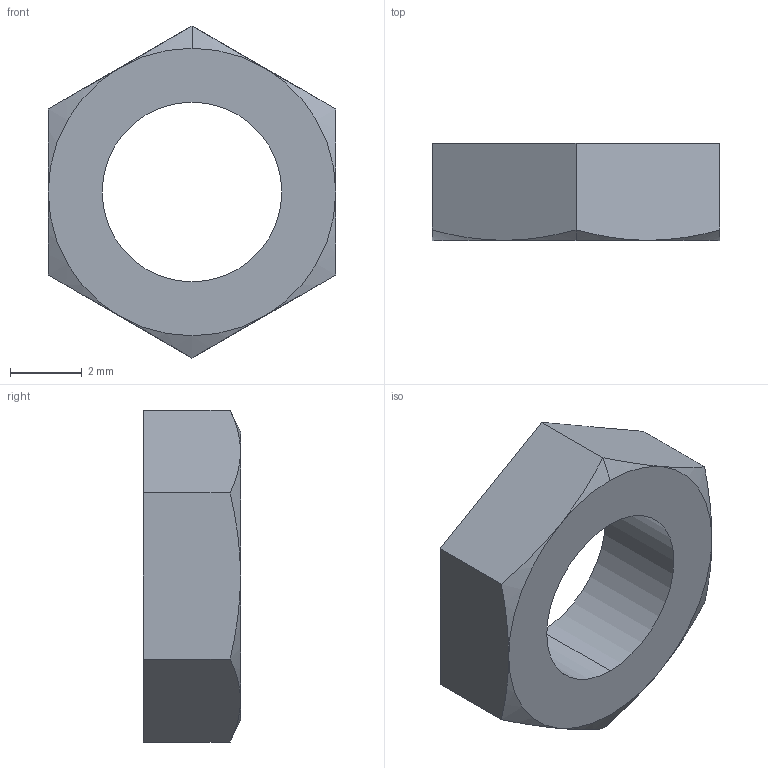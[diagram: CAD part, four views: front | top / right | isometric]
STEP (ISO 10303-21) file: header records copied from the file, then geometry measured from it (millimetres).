
FILE_DESCRIPTION(('FreeCAD Model'),'2;1');
FILE_NAME('ThinHexNut-Modified Nylon Insert Lock Nut M5.step', '2020-08-11T00:10:41',('Author'),(''), 'Open CASCADE STEP processor 7.3','FreeCAD','Unknown');
FILE_SCHEMA(('AUTOMOTIVE_DESIGN { 1 0 10303 214 1 1 1 1 }'));
Length unit declared in the file: millimetre
Products named in the file (1): Common
Bounding box: 8 x 2.7 x 9.24 mm (x, y, z)
Volume: 96.2 mm3; surface area: 186.6 mm2
Topology: 1 solids, 1 shells, 17 faces, 38 edges, 23 vertices
Faces by surface type: plane 8, cone 7, cylinder 2
Entity records: 1437 total; most frequent: CARTESIAN_POINT 625, DIRECTION 102, ORIENTED_EDGE 76, PCURVE 76, DEFINITIONAL_REPRESENTATION 76, B_SPLINE_CURVE_WITH_KNOTS 48, LINE 44, VECTOR 44
